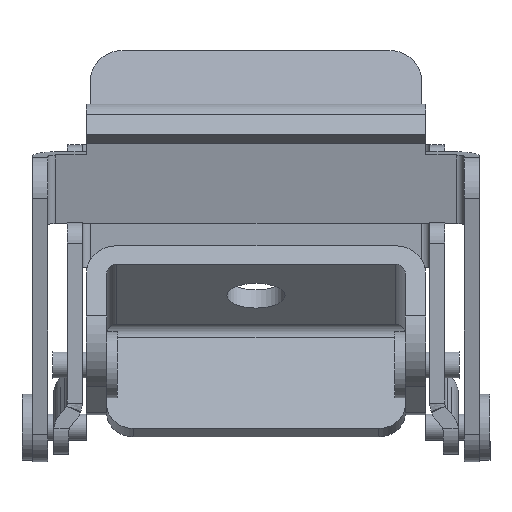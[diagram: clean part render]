
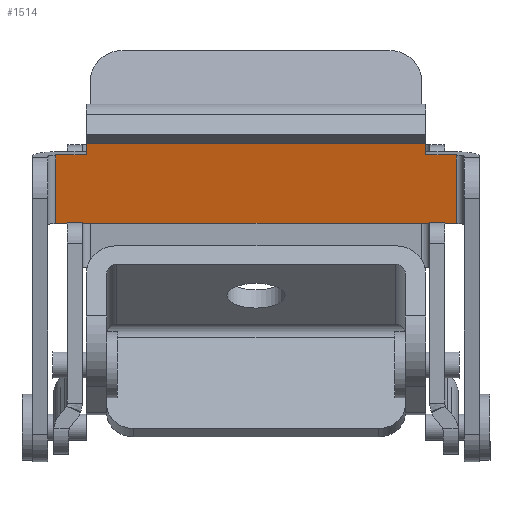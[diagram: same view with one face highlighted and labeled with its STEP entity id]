
A CAD part, left-side view. The second image highlights one B-rep face of the part: STEP entity #1514.
In plain terms, the highlighted planar face has unit normal (-0.978, 0, -0.208).
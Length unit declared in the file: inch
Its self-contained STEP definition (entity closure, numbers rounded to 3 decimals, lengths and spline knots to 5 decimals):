
#157 = VERTEX_POINT ( 'NONE', #276 ) ;
#276 = CARTESIAN_POINT ( 'NONE',  ( -0.4875, -0.945, 0.5348 ) ) ;
#513 = LINE ( 'NONE', #6695, #3767 ) ;
#521 = CARTESIAN_POINT ( 'NONE',  ( -0.55611, -0.945, 0.85759 ) ) ;
#534 = EDGE_CURVE ( 'NONE', #7336, #931, #1486, .T. ) ;
#814 = EDGE_CURVE ( 'NONE', #5649, #6576, #7047, .T. ) ;
#931 = VERTEX_POINT ( 'NONE', #3610 ) ;
#1205 = VECTOR ( 'NONE', #5919, 39.37008 ) ;
#1252 = ORIENTED_EDGE ( 'NONE', *, *, #534, .T. ) ;
#1375 = CARTESIAN_POINT ( 'NONE',  ( -0.25235, -0.945, -0.57149 ) ) ;
#1401 = DIRECTION ( 'NONE',  ( -0.208, 0., 0.978 ) ) ;
#1486 = LINE ( 'NONE', #5694, #5983 ) ;
#1514 = ADVANCED_FACE ( 'NONE', ( #5464 ), #5083, .T. ) ;
#1848 = CARTESIAN_POINT ( 'NONE',  ( -0.4875, 1.053, 0.5348 ) ) ;
#1896 = ORIENTED_EDGE ( 'NONE', *, *, #7161, .T. ) ;
#2027 = LINE ( 'NONE', #5251, #4476 ) ;
#2150 = LINE ( 'NONE', #1375, #7035 ) ;
#2707 = ORIENTED_EDGE ( 'NONE', *, *, #5501, .T. ) ;
#2828 = ORIENTED_EDGE ( 'NONE', *, *, #814, .T. ) ;
#3149 = DIRECTION ( 'NONE',  ( -0.208, 0., 0.978 ) ) ;
#3390 = EDGE_CURVE ( 'NONE', #931, #5649, #2027, .T. ) ;
#3539 = DIRECTION ( 'NONE',  ( 0., 1., 0. ) ) ;
#3610 = CARTESIAN_POINT ( 'NONE',  ( -0.58569, -0.8, 0.99674 ) ) ;
#3699 = ORIENTED_EDGE ( 'NONE', *, *, #5788, .T. ) ;
#3767 = VECTOR ( 'NONE', #4233, 39.37008 ) ;
#4233 = DIRECTION ( 'NONE',  ( 0., 1., 0. ) ) ;
#4476 = VECTOR ( 'NONE', #7697, 39.37008 ) ;
#4508 = VECTOR ( 'NONE', #7825, 39.37008 ) ;
#4551 = EDGE_CURVE ( 'NONE', #6988, #5725, #6479, .T. ) ;
#4555 = CARTESIAN_POINT ( 'NONE',  ( -0.55611, 0.8, 0.85759 ) ) ;
#4729 = AXIS2_PLACEMENT_3D ( 'NONE', #5692, #7469, #6318 ) ;
#4779 = LINE ( 'NONE', #6076, #7382 ) ;
#4937 = LINE ( 'NONE', #1848, #5676 ) ;
#5083 = PLANE ( 'NONE',  #4729 ) ;
#5251 = CARTESIAN_POINT ( 'NONE',  ( -0.58569, 1.053, 0.99674 ) ) ;
#5379 = CARTESIAN_POINT ( 'NONE',  ( -0.4875, 0.945, 0.5348 ) ) ;
#5464 = FACE_OUTER_BOUND ( 'NONE', #5640, .T. ) ;
#5501 = EDGE_CURVE ( 'NONE', #157, #7828, #2150, .T. ) ;
#5640 = EDGE_LOOP ( 'NONE', ( #1896, #1252, #7802, #2828, #7412, #6082, #3699, #2707 ) ) ;
#5649 = VERTEX_POINT ( 'NONE', #5881 ) ;
#5676 = VECTOR ( 'NONE', #6221, 39.37008 ) ;
#5692 = CARTESIAN_POINT ( 'NONE',  ( -0.25235, 1.053, -0.57149 ) ) ;
#5694 = CARTESIAN_POINT ( 'NONE',  ( -0.25235, -0.8, -0.57149 ) ) ;
#5725 = VERTEX_POINT ( 'NONE', #5379 ) ;
#5788 = EDGE_CURVE ( 'NONE', #5725, #157, #4937, .T. ) ;
#5881 = CARTESIAN_POINT ( 'NONE',  ( -0.58569, 0.8, 0.99674 ) ) ;
#5894 = CARTESIAN_POINT ( 'NONE',  ( -0.25235, 0.945, -0.57149 ) ) ;
#5919 = DIRECTION ( 'NONE',  ( 0.208, 0., -0.978 ) ) ;
#5983 = VECTOR ( 'NONE', #3149, 39.37008 ) ;
#6076 = CARTESIAN_POINT ( 'NONE',  ( -0.55611, 1.053, 0.85759 ) ) ;
#6082 = ORIENTED_EDGE ( 'NONE', *, *, #4551, .T. ) ;
#6221 = DIRECTION ( 'NONE',  ( 0., -1., 0. ) ) ;
#6315 = CARTESIAN_POINT ( 'NONE',  ( -0.55611, 0.945, 0.85759 ) ) ;
#6318 = DIRECTION ( 'NONE',  ( 0., 1., 0. ) ) ;
#6479 = LINE ( 'NONE', #5894, #1205 ) ;
#6576 = VERTEX_POINT ( 'NONE', #4555 ) ;
#6685 = CARTESIAN_POINT ( 'NONE',  ( -0.25235, 0.8, -0.57149 ) ) ;
#6695 = CARTESIAN_POINT ( 'NONE',  ( -0.55611, 1.053, 0.85759 ) ) ;
#6988 = VERTEX_POINT ( 'NONE', #6315 ) ;
#7035 = VECTOR ( 'NONE', #1401, 39.37008 ) ;
#7047 = LINE ( 'NONE', #6685, #4508 ) ;
#7161 = EDGE_CURVE ( 'NONE', #7828, #7336, #4779, .T. ) ;
#7336 = VERTEX_POINT ( 'NONE', #7740 ) ;
#7382 = VECTOR ( 'NONE', #3539, 39.37008 ) ;
#7412 = ORIENTED_EDGE ( 'NONE', *, *, #8022, .T. ) ;
#7469 = DIRECTION ( 'NONE',  ( -0.978, 0., -0.208 ) ) ;
#7697 = DIRECTION ( 'NONE',  ( 0., 1., 0. ) ) ;
#7740 = CARTESIAN_POINT ( 'NONE',  ( -0.55611, -0.8, 0.85759 ) ) ;
#7802 = ORIENTED_EDGE ( 'NONE', *, *, #3390, .T. ) ;
#7825 = DIRECTION ( 'NONE',  ( 0.208, 0., -0.978 ) ) ;
#7828 = VERTEX_POINT ( 'NONE', #521 ) ;
#8022 = EDGE_CURVE ( 'NONE', #6576, #6988, #513, .T. ) ;
